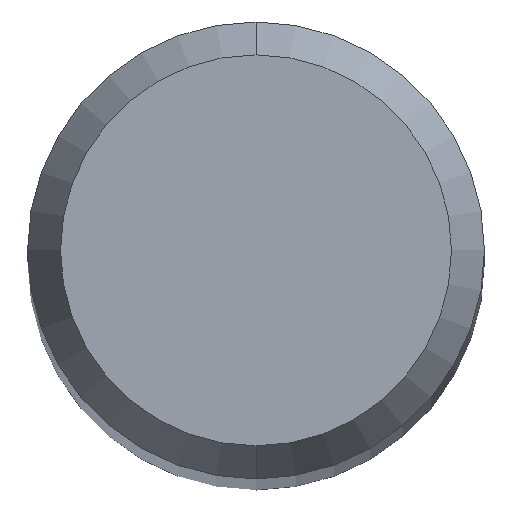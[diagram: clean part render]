
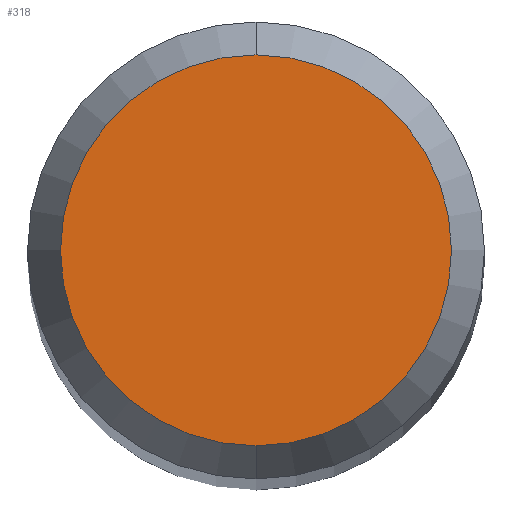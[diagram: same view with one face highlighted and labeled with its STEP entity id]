
A CAD part, top view. The second image highlights one B-rep face of the part: STEP entity #318.
In plain terms, the highlighted planar face has unit normal (0, 0, 1).
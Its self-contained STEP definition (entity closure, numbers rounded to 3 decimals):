
#210=VERTEX_POINT('',#508);
#222=VERTEX_POINT('',#522);
#318=ADVANCED_FACE('',(#626),#627,.T.);
#398=EDGE_CURVE('',#222,#210,#713,.T.);
#432=EDGE_CURVE('',#210,#222,#751,.T.);
#508=CARTESIAN_POINT('',(0.0,1.358,0.0));
#522=CARTESIAN_POINT('',(0.,-1.358,0.0));
#626=FACE_OUTER_BOUND('',#1126,.T.);
#627=PLANE('',#1127);
#713=CIRCLE('',#1311,1.358);
#751=CIRCLE('',#1365,1.358);
#1126=EDGE_LOOP('',(#1567,#1568));
#1127=AXIS2_PLACEMENT_3D('',#1569,#1570,#1571);
#1311=AXIS2_PLACEMENT_3D('',#1652,#1653,#1654);
#1365=AXIS2_PLACEMENT_3D('',#1691,#1692,#1693);
#1567=ORIENTED_EDGE('',*,*,#432,.F.);
#1568=ORIENTED_EDGE('',*,*,#398,.F.);
#1569=CARTESIAN_POINT('',(0.0,0.679,0.0));
#1570=DIRECTION('',(-0.0,0.0,1.0));
#1571=DIRECTION('',(0.0,-1.0,0.0));
#1652=CARTESIAN_POINT('',(0.0,0.0,0.0));
#1653=DIRECTION('',(0.0,0.0,-1.0));
#1654=DIRECTION('',(0.0,1.0,0.0));
#1691=CARTESIAN_POINT('',(0.0,0.0,0.0));
#1692=DIRECTION('',(0.0,0.0,-1.0));
#1693=DIRECTION('',(0.0,1.0,0.0));
